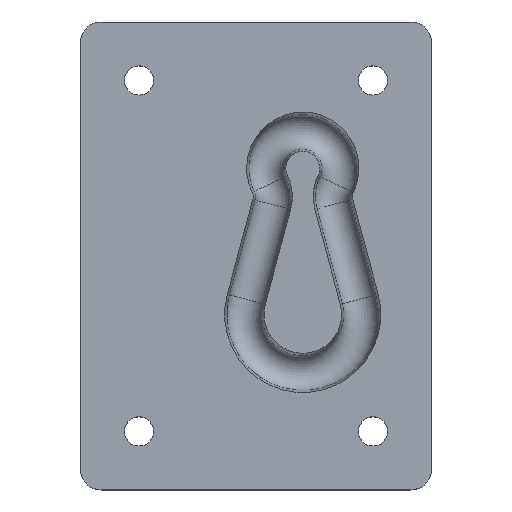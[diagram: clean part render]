
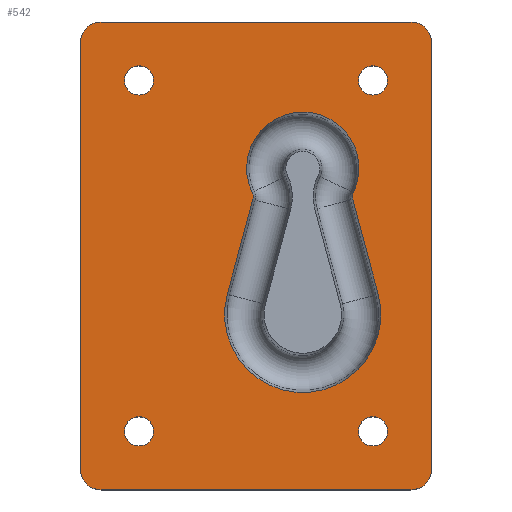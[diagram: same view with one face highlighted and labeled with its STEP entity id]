
A CAD part, top view. The second image highlights one B-rep face of the part: STEP entity #542.
In plain terms, the highlighted planar face has unit normal (0, 0, 1).
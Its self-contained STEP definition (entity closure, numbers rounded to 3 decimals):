
#35=FACE_BOUND('',#91,.T.);
#36=FACE_BOUND('',#92,.T.);
#37=FACE_BOUND('',#93,.T.);
#38=FACE_BOUND('',#94,.T.);
#39=FACE_BOUND('',#95,.T.);
#45=PLANE('',#604);
#57=FACE_OUTER_BOUND('',#90,.T.);
#90=EDGE_LOOP('',(#382,#383,#384,#385,#386,#387,#388,#389));
#91=EDGE_LOOP('',(#390));
#92=EDGE_LOOP('',(#391));
#93=EDGE_LOOP('',(#392));
#94=EDGE_LOOP('',(#393));
#95=EDGE_LOOP('',(#394,#395,#396,#397,#398,#399));
#132=LINE('',#879,#172);
#135=LINE('',#885,#175);
#136=LINE('',#889,#176);
#137=LINE('',#893,#177);
#138=LINE('',#907,#178);
#139=LINE('',#911,#179);
#172=VECTOR('',#689,10.);
#175=VECTOR('',#694,10.);
#176=VECTOR('',#697,10.);
#177=VECTOR('',#700,10.);
#178=VECTOR('',#713,10.);
#179=VECTOR('',#716,10.);
#211=CIRCLE('',#602,3.5);
#212=CIRCLE('',#605,3.5);
#213=CIRCLE('',#606,3.5);
#214=CIRCLE('',#607,3.5);
#215=CIRCLE('',#608,2.5);
#216=CIRCLE('',#609,2.5);
#217=CIRCLE('',#610,2.5);
#218=CIRCLE('',#611,2.5);
#219=CIRCLE('',#612,1.647);
#220=CIRCLE('',#613,13.353);
#221=CIRCLE('',#614,1.647);
#222=CIRCLE('',#615,9.603);
#250=VERTEX_POINT('',#872);
#251=VERTEX_POINT('',#874);
#252=VERTEX_POINT('',#878);
#254=VERTEX_POINT('',#884);
#255=VERTEX_POINT('',#886);
#256=VERTEX_POINT('',#888);
#257=VERTEX_POINT('',#890);
#258=VERTEX_POINT('',#892);
#259=VERTEX_POINT('',#895);
#260=VERTEX_POINT('',#897);
#261=VERTEX_POINT('',#899);
#262=VERTEX_POINT('',#901);
#263=VERTEX_POINT('',#903);
#264=VERTEX_POINT('',#904);
#265=VERTEX_POINT('',#906);
#266=VERTEX_POINT('',#908);
#267=VERTEX_POINT('',#910);
#268=VERTEX_POINT('',#912);
#298=EDGE_CURVE('',#250,#251,#211,.T.);
#300=EDGE_CURVE('',#252,#251,#132,.T.);
#303=EDGE_CURVE('',#250,#254,#135,.T.);
#304=EDGE_CURVE('',#255,#254,#212,.T.);
#305=EDGE_CURVE('',#255,#256,#136,.T.);
#306=EDGE_CURVE('',#257,#256,#213,.T.);
#307=EDGE_CURVE('',#257,#258,#137,.T.);
#308=EDGE_CURVE('',#252,#258,#214,.T.);
#309=EDGE_CURVE('',#259,#259,#215,.T.);
#310=EDGE_CURVE('',#260,#260,#216,.T.);
#311=EDGE_CURVE('',#261,#261,#217,.T.);
#312=EDGE_CURVE('',#262,#262,#218,.T.);
#313=EDGE_CURVE('',#263,#264,#219,.T.);
#314=EDGE_CURVE('',#264,#265,#138,.T.);
#315=EDGE_CURVE('',#265,#266,#220,.T.);
#316=EDGE_CURVE('',#266,#267,#139,.T.);
#317=EDGE_CURVE('',#267,#268,#221,.T.);
#318=EDGE_CURVE('',#268,#263,#222,.T.);
#382=ORIENTED_EDGE('',*,*,#298,.F.);
#383=ORIENTED_EDGE('',*,*,#303,.T.);
#384=ORIENTED_EDGE('',*,*,#304,.F.);
#385=ORIENTED_EDGE('',*,*,#305,.T.);
#386=ORIENTED_EDGE('',*,*,#306,.F.);
#387=ORIENTED_EDGE('',*,*,#307,.T.);
#388=ORIENTED_EDGE('',*,*,#308,.F.);
#389=ORIENTED_EDGE('',*,*,#300,.T.);
#390=ORIENTED_EDGE('',*,*,#309,.T.);
#391=ORIENTED_EDGE('',*,*,#310,.T.);
#392=ORIENTED_EDGE('',*,*,#311,.T.);
#393=ORIENTED_EDGE('',*,*,#312,.T.);
#394=ORIENTED_EDGE('',*,*,#313,.T.);
#395=ORIENTED_EDGE('',*,*,#314,.T.);
#396=ORIENTED_EDGE('',*,*,#315,.T.);
#397=ORIENTED_EDGE('',*,*,#316,.T.);
#398=ORIENTED_EDGE('',*,*,#317,.T.);
#399=ORIENTED_EDGE('',*,*,#318,.T.);
#542=ADVANCED_FACE('',(#57,#35,#36,#37,#38,#39),#45,.T.);
#602=AXIS2_PLACEMENT_3D('',#875,#684,#685);
#604=AXIS2_PLACEMENT_3D('',#883,#692,#693);
#605=AXIS2_PLACEMENT_3D('',#887,#695,#696);
#606=AXIS2_PLACEMENT_3D('',#891,#698,#699);
#607=AXIS2_PLACEMENT_3D('',#894,#701,#702);
#608=AXIS2_PLACEMENT_3D('',#896,#703,#704);
#609=AXIS2_PLACEMENT_3D('',#898,#705,#706);
#610=AXIS2_PLACEMENT_3D('',#900,#707,#708);
#611=AXIS2_PLACEMENT_3D('',#902,#709,#710);
#612=AXIS2_PLACEMENT_3D('',#905,#711,#712);
#613=AXIS2_PLACEMENT_3D('',#909,#714,#715);
#614=AXIS2_PLACEMENT_3D('',#913,#717,#718);
#615=AXIS2_PLACEMENT_3D('',#914,#719,#720);
#684=DIRECTION('center_axis',(0.,0.,
-1.));
#685=DIRECTION('ref_axis',(-0.707,0.707,0.));
#689=DIRECTION('',(-1.,0.,0.));
#692=DIRECTION('center_axis',(0.,0.,
1.));
#693=DIRECTION('ref_axis',(1.,0.,0.));
#694=DIRECTION('',(0.,-1.,0.));
#695=DIRECTION('center_axis',(0.,0.,
-1.));
#696=DIRECTION('ref_axis',(-0.707,-0.707,0.));
#697=DIRECTION('',(1.,0.,0.));
#698=DIRECTION('center_axis',(0.,0.,
-1.));
#699=DIRECTION('ref_axis',(0.707,-0.707,0.));
#700=DIRECTION('',(0.,1.,0.));
#701=DIRECTION('center_axis',(0.,0.,
-1.));
#702=DIRECTION('ref_axis',(0.707,0.707,0.));
#703=DIRECTION('center_axis',(0.,0.,
-1.));
#704=DIRECTION('ref_axis',(-1.,0.,0.));
#705=DIRECTION('center_axis',(0.,0.,
-1.));
#706=DIRECTION('ref_axis',(-1.,0.,0.));
#707=DIRECTION('center_axis',(0.,0.,
-1.));
#708=DIRECTION('ref_axis',(-1.,0.,0.));
#709=DIRECTION('center_axis',(0.,0.,
-1.));
#710=DIRECTION('ref_axis',(-1.,0.,0.));
#711=DIRECTION('center_axis',(0.,0.,
1.));
#712=DIRECTION('ref_axis',(-1.,0.,0.));
#713=DIRECTION('',(0.259,-0.966,0.));
#714=DIRECTION('center_axis',(0.,0.,
-1.));
#715=DIRECTION('ref_axis',(1.,0.,0.));
#716=DIRECTION('',(0.259,0.966,0.));
#717=DIRECTION('center_axis',(0.,0.,
1.));
#718=DIRECTION('ref_axis',(-1.,0.,0.));
#719=DIRECTION('center_axis',(0.,0.,
-1.));
#720=DIRECTION('ref_axis',(1.,0.,0.));
#872=CARTESIAN_POINT('',(-38.,21.5,0.));
#874=CARTESIAN_POINT('',(-34.5,25.,0.));
#875=CARTESIAN_POINT('Origin',(-34.5,21.5,0.));
#878=CARTESIAN_POINT('',(18.5,25.,0.));
#879=CARTESIAN_POINT('',(22.,25.,0.));
#883=CARTESIAN_POINT('Origin',(0.,-14.375,0.));
#884=CARTESIAN_POINT('',(-38.,-51.5,0.));
#885=CARTESIAN_POINT('',(-38.,25.,0.));
#886=CARTESIAN_POINT('',(-34.5,-55.,0.));
#887=CARTESIAN_POINT('Origin',(-34.5,-51.5,0.));
#888=CARTESIAN_POINT('',(18.5,-55.,0.));
#889=CARTESIAN_POINT('',(-38.,-55.,0.));
#890=CARTESIAN_POINT('',(22.,-51.5,0.));
#891=CARTESIAN_POINT('Origin',(18.5,-51.5,0.));
#892=CARTESIAN_POINT('',(22.,21.5,0.));
#893=CARTESIAN_POINT('',(22.,-55.,0.));
#894=CARTESIAN_POINT('Origin',(18.5,21.5,0.));
#895=CARTESIAN_POINT('',(14.5,15.,0.));
#896=CARTESIAN_POINT('Origin',(12.,15.,0.));
#897=CARTESIAN_POINT('',(14.5,-45.,0.));
#898=CARTESIAN_POINT('Origin',(12.,-45.,0.));
#899=CARTESIAN_POINT('',(-25.5,-45.,0.));
#900=CARTESIAN_POINT('Origin',(-28.,-45.,0.));
#901=CARTESIAN_POINT('',(-25.5,15.,0.));
#902=CARTESIAN_POINT('Origin',(-28.,15.,0.));
#903=CARTESIAN_POINT('',(8.653,-4.164,0.));
#904=CARTESIAN_POINT('',(8.546,-5.304,0.));
#905=CARTESIAN_POINT('Origin',(10.137,-4.878,0.));
#906=CARTESIAN_POINT('',(12.898,-21.544,0.));
#907=CARTESIAN_POINT('',(9.394,-8.468,0.));
#908=CARTESIAN_POINT('',(-12.898,-21.544,0.));
#909=CARTESIAN_POINT('Origin',(0.,-25.,0.));
#910=CARTESIAN_POINT('',(-8.546,-5.304,0.));
#911=CARTESIAN_POINT('',(-11.57,-16.587,0.));
#912=CARTESIAN_POINT('',(-8.653,-4.164,0.));
#913=CARTESIAN_POINT('Origin',(-10.137,-4.878,0.));
#914=CARTESIAN_POINT('Origin',(0.,0.,
0.));
